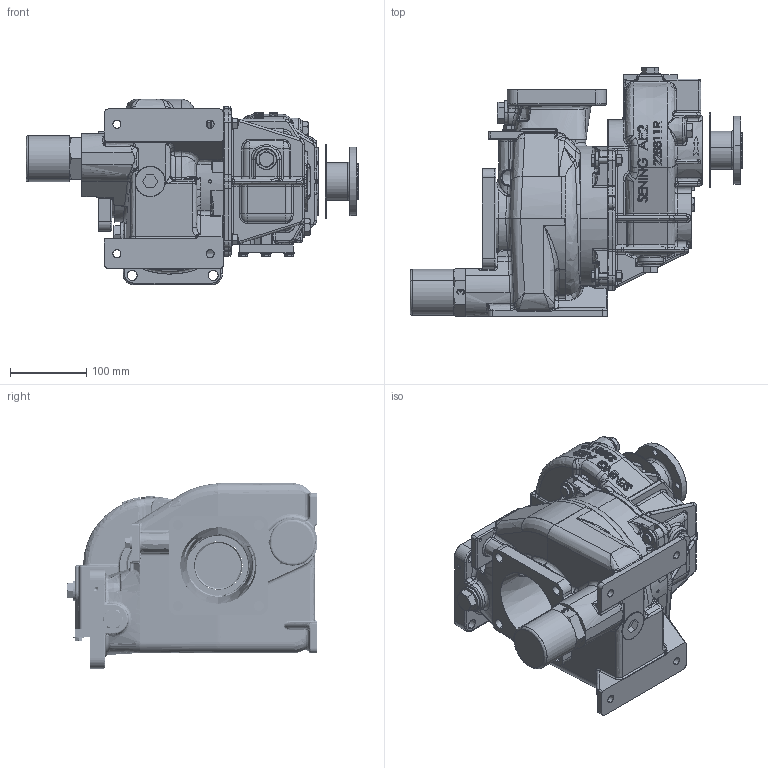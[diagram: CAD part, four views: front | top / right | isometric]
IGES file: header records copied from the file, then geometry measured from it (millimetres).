
Start section: SolidWorks IGES file using analytic representation for surfaces
Global section: file name: DELTA2-..._251820.IGS; native system: SolidWorks 2010; preprocessor: SolidWorks 2010; author: LarsenR; date: 120926.154034; units: millimetre
Bounding box: 434.47 x 327 x 242.5 mm (x, y, z)
Surface area: 607967.9 mm2 (no closed solid volume)
Topology: 0 solids, 0 shells, 2183 faces, 32543 edges, 32451 vertices
Faces by surface type: bspline 1360, revolution 823
